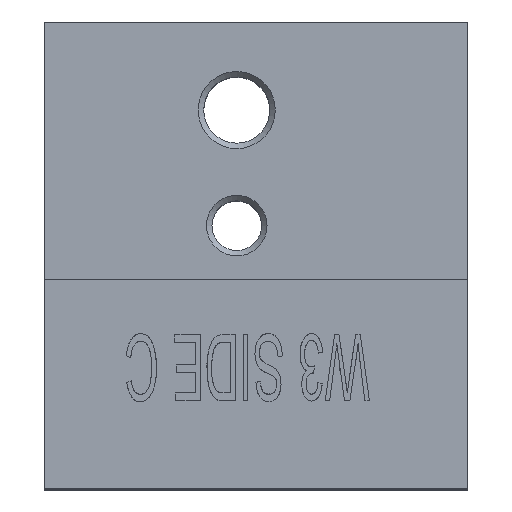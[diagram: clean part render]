
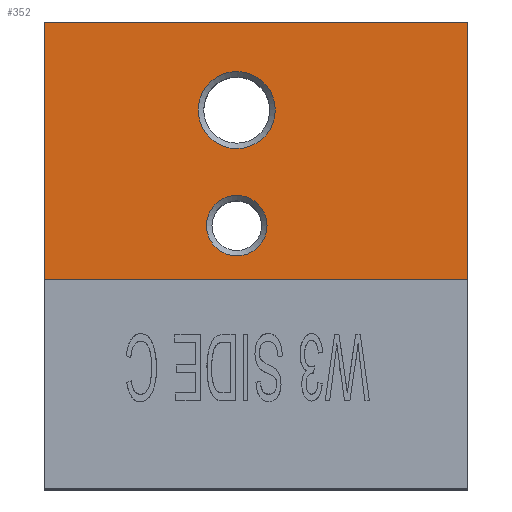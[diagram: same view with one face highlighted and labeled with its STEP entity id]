
A CAD part, top view. The second image highlights one B-rep face of the part: STEP entity #352.
In plain terms, the highlighted planar face has unit normal (0, 0, 1).
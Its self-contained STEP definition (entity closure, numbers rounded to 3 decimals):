
#352=ADVANCED_FACE('',(#1131,#1132,#1133),#566,.T.);
#566=PLANE('',#3887);
#722=LINE('',#5761,#901);
#732=LINE('',#5787,#911);
#733=LINE('',#5789,#912);
#734=LINE('',#5791,#913);
#901=VECTOR('',#4134,1.);
#911=VECTOR('',#4154,1.);
#912=VECTOR('',#4155,1.);
#913=VECTOR('',#4156,1.);
#1131=FACE_BOUND('',#1237,.T.);
#1132=FACE_BOUND('',#1238,.T.);
#1133=FACE_BOUND('',#1239,.T.);
#1237=EDGE_LOOP('',(#1655));
#1238=EDGE_LOOP('',(#1656));
#1239=EDGE_LOOP('',(#1657,#1658,#1659,#1660));
#1655=ORIENTED_EDGE('',*,*,#3059,.T.);
#1656=ORIENTED_EDGE('',*,*,#3060,.T.);
#1657=ORIENTED_EDGE('',*,*,#3061,.F.);
#1658=ORIENTED_EDGE('',*,*,#3062,.F.);
#1659=ORIENTED_EDGE('',*,*,#3063,.F.);
#1660=ORIENTED_EDGE('',*,*,#3048,.F.);
#2687=VERTEX_POINT('',#5760);
#2688=VERTEX_POINT('',#5762);
#2697=VERTEX_POINT('',#5784);
#2698=VERTEX_POINT('',#5786);
#2699=VERTEX_POINT('',#5788);
#2700=VERTEX_POINT('',#5790);
#3048=EDGE_CURVE('',#2687,#2688,#722,.T.);
#3059=EDGE_CURVE('',#2697,#2697,#3834,.T.);
#3060=EDGE_CURVE('',#2698,#2698,#3835,.T.);
#3061=EDGE_CURVE('',#2699,#2687,#732,.T.);
#3062=EDGE_CURVE('',#2700,#2699,#733,.T.);
#3063=EDGE_CURVE('',#2688,#2700,#734,.T.);
#3834=CIRCLE('',#3885,2.75);
#3835=CIRCLE('',#3886,3.5);
#3885=AXIS2_PLACEMENT_3D('',#5783,#4150,#4151);
#3886=AXIS2_PLACEMENT_3D('',#5785,#4152,#4153);
#3887=AXIS2_PLACEMENT_3D('',#5792,#4157,#4158);
#4134=DIRECTION('',(0.,1.,0.));
#4150=DIRECTION('',(0.,0.,-1.));
#4151=DIRECTION('',(1.,0.,0.));
#4152=DIRECTION('',(0.,0.,-1.));
#4153=DIRECTION('',(1.,0.,0.));
#4154=DIRECTION('',(-1.,0.,0.));
#4155=DIRECTION('',(0.,-1.,0.));
#4156=DIRECTION('',(1.,0.,0.));
#4157=DIRECTION('',(0.,0.,1.));
#4158=DIRECTION('',(1.,0.,0.));
#5760=CARTESIAN_POINT('',(0.,13.5,20.));
#5761=CARTESIAN_POINT('',(0.,18.5,20.));
#5762=CARTESIAN_POINT('',(0.,37.,20.));
#5783=CARTESIAN_POINT('',(17.5,18.5,20.));
#5784=CARTESIAN_POINT('',(20.25,18.5,20.));
#5785=CARTESIAN_POINT('',(17.5,29.,20.));
#5786=CARTESIAN_POINT('',(21.,29.,20.));
#5787=CARTESIAN_POINT('',(35.,13.5,20.));
#5788=CARTESIAN_POINT('',(38.5,13.5,20.));
#5789=CARTESIAN_POINT('',(38.5,18.5,20.));
#5790=CARTESIAN_POINT('',(38.5,37.,20.));
#5791=CARTESIAN_POINT('',(17.5,37.,20.));
#5792=CARTESIAN_POINT('',(17.5,18.5,20.));
